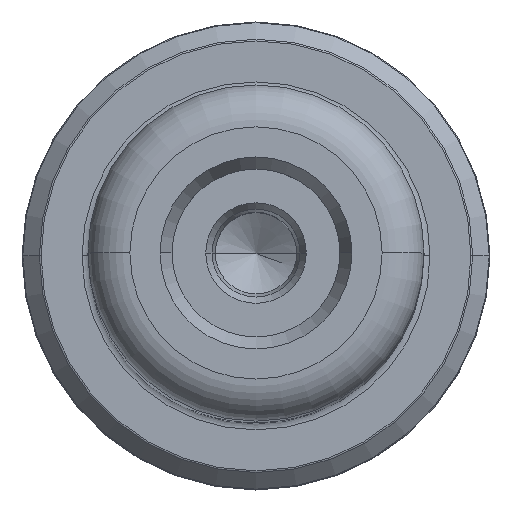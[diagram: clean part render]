
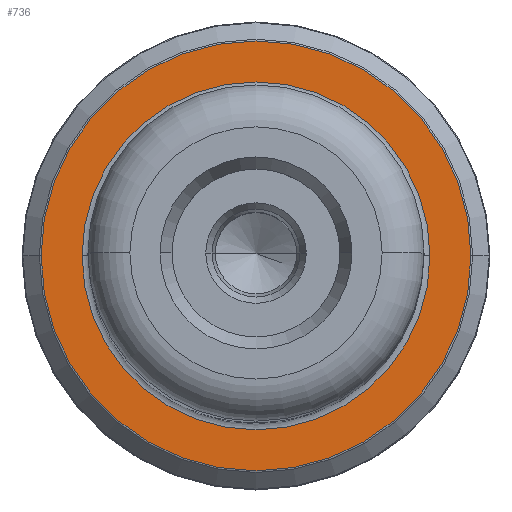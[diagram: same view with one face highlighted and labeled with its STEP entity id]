
A CAD part, top view. The second image highlights one B-rep face of the part: STEP entity #736.
In plain terms, the highlighted planar face has unit normal (0, 0, 1).
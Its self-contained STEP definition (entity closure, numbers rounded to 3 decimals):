
#4 = DIRECTION ( 'NONE',  ( 0., 0., -1. ) ) ;
#402 = ORIENTED_EDGE ( 'NONE', *, *, #1840, .T. ) ;
#412 = ORIENTED_EDGE ( 'NONE', *, *, #2741, .T. ) ;
#474 = FACE_OUTER_BOUND ( 'NONE', #3318, .T. ) ;
#693 = AXIS2_PLACEMENT_3D ( 'NONE', #3123, #1986, #2595 ) ;
#736 = ADVANCED_FACE ( 'NONE', ( #811, #474 ), #1058, .T. ) ;
#811 = FACE_BOUND ( 'NONE', #3056, .T. ) ;
#844 = ORIENTED_EDGE ( 'NONE', *, *, #3394, .T. ) ;
#961 = CARTESIAN_POINT ( 'NONE',  ( 14.5, 0., 30. ) ) ;
#1041 = EDGE_CURVE ( 'NONE', #2272, #1983, #1913, .T. ) ;
#1058 = PLANE ( 'NONE',  #1655 ) ;
#1077 = DIRECTION ( 'NONE',  ( 0., 0., 1. ) ) ;
#1147 = VERTEX_POINT ( 'NONE', #1868 ) ;
#1160 = DIRECTION ( 'NONE',  ( 1., 0., 0. ) ) ;
#1194 = CARTESIAN_POINT ( 'NONE',  ( 0., 0., 30. ) ) ;
#1221 = CIRCLE ( 'NONE', #1481, 17.917 ) ;
#1415 = CIRCLE ( 'NONE', #3980, 14.5 ) ;
#1481 = AXIS2_PLACEMENT_3D ( 'NONE', #1194, #2429, #2147 ) ;
#1502 = CARTESIAN_POINT ( 'NONE',  ( 0., 0., 30. ) ) ;
#1655 = AXIS2_PLACEMENT_3D ( 'NONE', #2054, #1077, #3858 ) ;
#1667 = CIRCLE ( 'NONE', #693, 14.5 ) ;
#1838 = CARTESIAN_POINT ( 'NONE',  ( -17.917, 0., 30. ) ) ;
#1840 = EDGE_CURVE ( 'NONE', #2411, #1147, #1667, .T. ) ;
#1868 = CARTESIAN_POINT ( 'NONE',  ( -14.5, 0., 30. ) ) ;
#1913 = CIRCLE ( 'NONE', #2690, 17.917 ) ;
#1983 = VERTEX_POINT ( 'NONE', #3466 ) ;
#1986 = DIRECTION ( 'NONE',  ( 0., 0., -1. ) ) ;
#2013 = ORIENTED_EDGE ( 'NONE', *, *, #1041, .T. ) ;
#2054 = CARTESIAN_POINT ( 'NONE',  ( 0., 0., 30. ) ) ;
#2147 = DIRECTION ( 'NONE',  ( 1., 0., 0. ) ) ;
#2272 = VERTEX_POINT ( 'NONE', #1838 ) ;
#2411 = VERTEX_POINT ( 'NONE', #961 ) ;
#2429 = DIRECTION ( 'NONE',  ( 0., 0., 1. ) ) ;
#2456 = DIRECTION ( 'NONE',  ( 0., 0., 1. ) ) ;
#2595 = DIRECTION ( 'NONE',  ( -1., 0., 0. ) ) ;
#2690 = AXIS2_PLACEMENT_3D ( 'NONE', #1502, #2456, #1160 ) ;
#2741 = EDGE_CURVE ( 'NONE', #1147, #2411, #1415, .T. ) ;
#2786 = CARTESIAN_POINT ( 'NONE',  ( 0., 0., 30. ) ) ;
#3048 = DIRECTION ( 'NONE',  ( -1., 0., 0. ) ) ;
#3056 = EDGE_LOOP ( 'NONE', ( #412, #402 ) ) ;
#3123 = CARTESIAN_POINT ( 'NONE',  ( 0., 0., 30. ) ) ;
#3318 = EDGE_LOOP ( 'NONE', ( #844, #2013 ) ) ;
#3394 = EDGE_CURVE ( 'NONE', #1983, #2272, #1221, .T. ) ;
#3466 = CARTESIAN_POINT ( 'NONE',  ( 17.917, 0., 30. ) ) ;
#3858 = DIRECTION ( 'NONE',  ( 1., 0., 0. ) ) ;
#3980 = AXIS2_PLACEMENT_3D ( 'NONE', #2786, #4, #3048 ) ;
